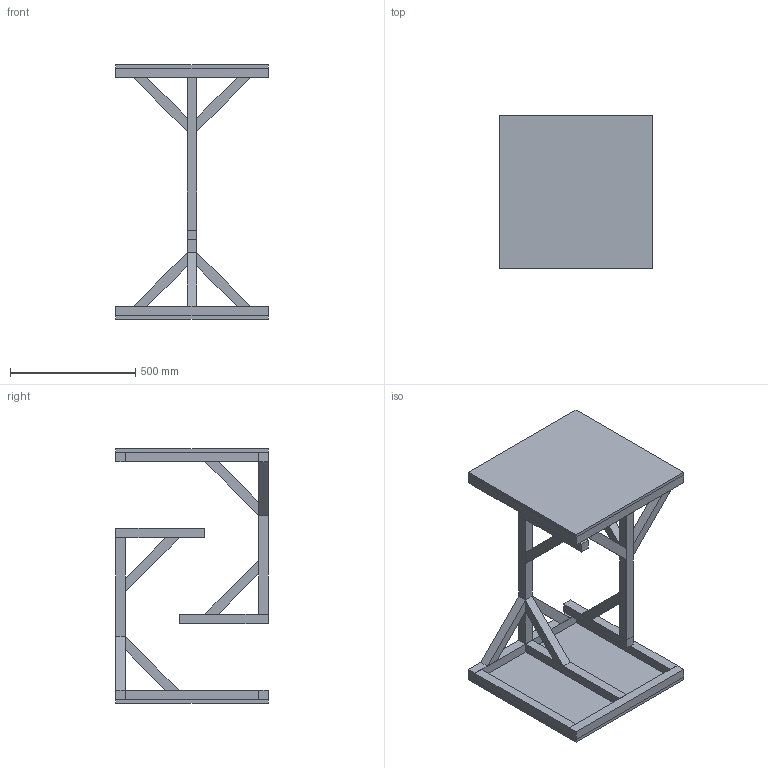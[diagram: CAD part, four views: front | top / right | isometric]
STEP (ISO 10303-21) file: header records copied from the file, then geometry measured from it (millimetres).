
FILE_DESCRIPTION(/* description */ ('STEP AP242','CAx-IF Rec.Pracs.---Representation and Presentation of Product Manufacturing Information (PMI)---4.0---2014-10-13','CAx-IF Rec.Pracs.---3D Tessellated Geometry---0.4---2014-09-14','2;1'),/* implementation_level */ '2;1');
FILE_NAME(/* name */ '6684970cd7fdcf59e9866f98',/* time_stamp */ '2024-07-03T00:10:52Z',/* author */ (''),/* organization */ (''),/* preprocessor_version */ 'ST-DEVELOPER v20',/* originating_system */ ' ',/* authorisation */ ' ');
FILE_SCHEMA (('AP242_MANAGED_MODEL_BASED_3D_ENGINEERING_MIM_LF { 1 0 10303 442 1 1 4 }'));
Length unit declared in the file: metre
Products named in the file (12): Full; Assembly 2 <2>; Part 1; Assembly 1 <1>; Arm <1>; Assembly 2 <1>
Assembly tree (30 placements, depth 4):
  Full
    Assembly 2 <2>
      Part 1  x3
      Assembly 1 <1>
        Part 1  x3
        Part 1  x2
        Part 1
      Arm <1>
        Part 1
        Part 1
        Part 1
    Assembly 2 <1>
      Part 1  x3
      Arm <1>
        Part 1
        Part 1
        Part 1
      Assembly 1 <1>
        Part 1  x2
        Part 1  x3
        Part 1
Bounding box: 609.6 x 609.6 x 1016 mm (x, y, z)
Volume: 23523630.4 mm3; surface area: 3100582 mm2
Topology: 24 solids, 24 shells, 144 faces, 288 edges, 192 vertices
Faces by surface type: plane 144
Entity records: 1175 total; most frequent: DIRECTION 182, CARTESIAN_POINT 161, ORIENTED_EDGE 120, AXIS2_PLACEMENT_3D 61, EDGE_CURVE 60, LINE 60, VECTOR 60, PRODUCT_DEFINITION_SHAPE 42
